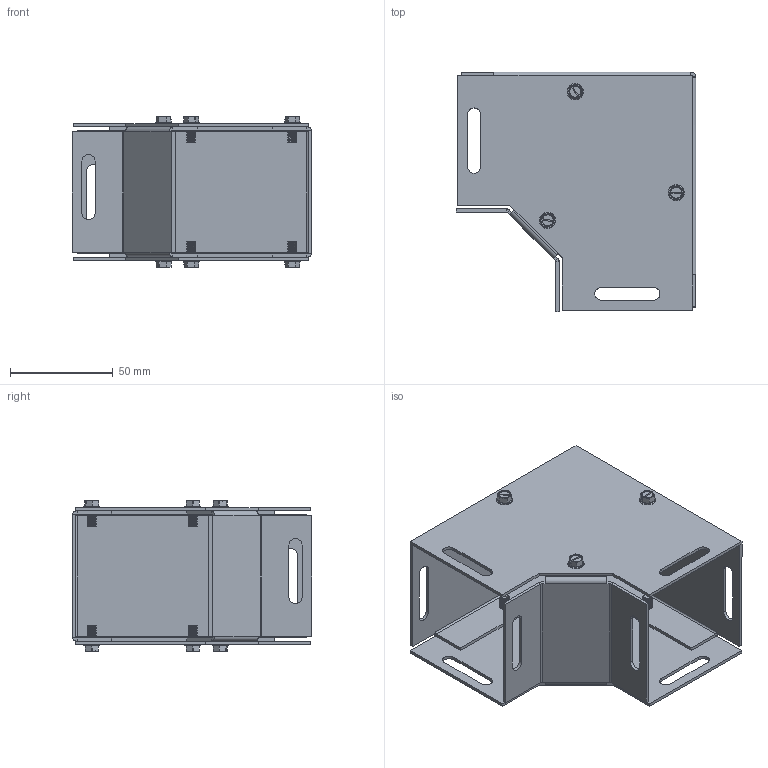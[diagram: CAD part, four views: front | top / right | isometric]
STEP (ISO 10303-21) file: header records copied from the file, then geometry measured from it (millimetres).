
FILE_DESCRIPTION(/* description */ ('90° ELBOW WIREWAY FITTING, TOP & BOTTOM, GALV., 2.5X2.5'),/* implementation_level */ '2;1');
FILE_NAME(/* name */ 'L020290G.stp',/* time_stamp */ '2015-10-16T11:45:39+05:00',/* author */ ('schinnathambi'),/* organization */ (''),/* preprocessor_version */ 'ST-DEVELOPER v16.1',/* originating_system */ 'Autodesk Inventor 2016',/* authorisation */ '');
FILE_SCHEMA (('AUTOMOTIVE_DESIGN { 1 0 10303 214 3 1 1 }'));
Length unit declared in the file: inch
Products named in the file (5): L020290GTB; L020290GBKP; L020290GBK; 372141; L020290G
Assembly tree (10 placements, depth 2):
  L020290G
    L020290GTB  x2
    L020290GBKP
    L020290GBK
    372141  x6
Bounding box: 116.65 x 116.65 x 73.51 mm (x, y, z)
Volume: 73891.7 mm3; surface area: 98702.6 mm2
Topology: 10 solids, 10 shells, 626 faces, 1470 edges, 870 vertices
Faces by surface type: plane 270, cone 162, cylinder 118, torus 72, bspline 4
Full cylindrical faces by diameter (mm): 4.343 x6, 4.595 x48, 6.35 x6, 7.938 x6
Entity records: 6609 total; most frequent: CARTESIAN_POINT 1313, DIRECTION 1049, ORIENTED_EDGE 974, EDGE_CURVE 487, AXIS2_PLACEMENT_3D 366, LINE 317, VECTOR 317, VERTEX_POINT 314
